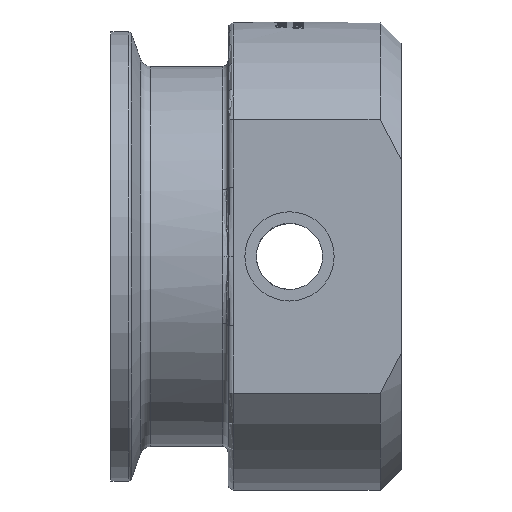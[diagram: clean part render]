
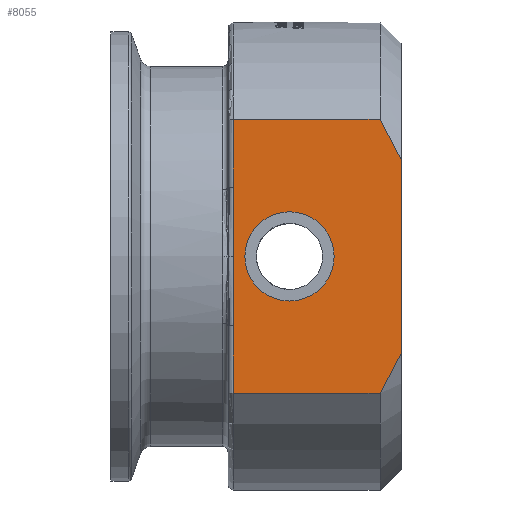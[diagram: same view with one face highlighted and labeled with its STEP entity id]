
A CAD part, left-side view. The second image highlights one B-rep face of the part: STEP entity #8055.
In plain terms, the highlighted planar face has unit normal (-1, 0, 0).
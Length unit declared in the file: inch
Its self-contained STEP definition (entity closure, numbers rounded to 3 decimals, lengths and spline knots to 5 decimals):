
#21=(
BOUNDED_CURVE()
B_SPLINE_CURVE(2,(#18982,#18983,#18984),.UNSPECIFIED.,.F.,.F.)
B_SPLINE_CURVE_WITH_KNOTS((3,3),(3.32585,4.2144),
 .UNSPECIFIED.)
CURVE()
GEOMETRIC_REPRESENTATION_ITEM()
RATIONAL_B_SPLINE_CURVE((1.03,1.019,1.))
REPRESENTATION_ITEM('')
);
#22=(
BOUNDED_CURVE()
B_SPLINE_CURVE(2,(#18991,#18992,#18993),.UNSPECIFIED.,.F.,.F.)
B_SPLINE_CURVE_WITH_KNOTS((3,3),(0.,0.88855),.UNSPECIFIED.)
CURVE()
GEOMETRIC_REPRESENTATION_ITEM()
RATIONAL_B_SPLINE_CURVE((1.,1.019,1.03))
REPRESENTATION_ITEM('')
);
#156=FACE_BOUND('',#2372,.T.);
#358=PLANE('',#8579);
#439=LINE('',#10868,#944);
#440=LINE('',#10977,#945);
#928=LINE('',#18651,#1433);
#934=LINE('',#18946,#1439);
#937=LINE('',#18950,#1442);
#939=LINE('',#18956,#1444);
#941=LINE('',#18988,#1446);
#944=VECTOR('',#8627,0.38749);
#945=VECTOR('',#8632,0.38749);
#1433=VECTOR('',#10014,0.821);
#1439=VECTOR('',#10080,0.37961);
#1442=VECTOR('',#10085,0.37961);
#1444=VECTOR('',#10091,0.821);
#1446=VECTOR('',#10119,1.08186);
#1876=FACE_OUTER_BOUND('',#2371,.T.);
#2371=EDGE_LOOP('',(#7366,#7367,#7368,#7369,#7370,#7371,#7372,#7373,#7374));
#2372=EDGE_LOOP('',(#7375));
#2602=CIRCLE('',#8580,0.25);
#3039=VERTEX_POINT('',#10859);
#3040=VERTEX_POINT('',#10867);
#3042=VERTEX_POINT('',#10975);
#3783=VERTEX_POINT('',#18647);
#3785=VERTEX_POINT('',#18650);
#3794=VERTEX_POINT('',#18691);
#3800=VERTEX_POINT('',#18954);
#3807=VERTEX_POINT('',#18981);
#3808=VERTEX_POINT('',#18987);
#3809=VERTEX_POINT('',#18994);
#3846=EDGE_CURVE('',#3039,#3040,#439,.T.);
#3850=EDGE_CURVE('',#3042,#3039,#440,.T.);
#4962=EDGE_CURVE('',#3783,#3785,#928,.T.);
#4988=EDGE_CURVE('',#3794,#3042,#934,.T.);
#4991=EDGE_CURVE('',#3040,#3783,#937,.T.);
#4994=EDGE_CURVE('',#3800,#3794,#939,.T.);
#5002=EDGE_CURVE('',#3785,#3807,#21,.T.);
#5004=EDGE_CURVE('',#3807,#3808,#941,.T.);
#5006=EDGE_CURVE('',#3808,#3800,#22,.T.);
#5007=EDGE_CURVE('',#3809,#3809,#2602,.T.);
#7366=ORIENTED_EDGE('',*,*,#4988,.F.);
#7367=ORIENTED_EDGE('',*,*,#4994,.F.);
#7368=ORIENTED_EDGE('',*,*,#5006,.F.);
#7369=ORIENTED_EDGE('',*,*,#5004,.F.);
#7370=ORIENTED_EDGE('',*,*,#5002,.F.);
#7371=ORIENTED_EDGE('',*,*,#4962,.F.);
#7372=ORIENTED_EDGE('',*,*,#4991,.F.);
#7373=ORIENTED_EDGE('',*,*,#3846,.F.);
#7374=ORIENTED_EDGE('',*,*,#3850,.F.);
#7375=ORIENTED_EDGE('',*,*,#5007,.T.);
#8055=ADVANCED_FACE('',(#1876,#156),#358,.F.);
#8579=AXIS2_PLACEMENT_3D('',#18990,#10122,#10123);
#8580=AXIS2_PLACEMENT_3D('',#18995,#10124,#10125);
#8627=DIRECTION('',(0.,0.,1.));
#8632=DIRECTION('',(0.,0.,1.));
#10014=DIRECTION('',(0.,-1.,0.));
#10080=DIRECTION('',(0.,0.,1.));
#10085=DIRECTION('',(0.,0.,1.));
#10091=DIRECTION('',(0.,1.,0.));
#10119=DIRECTION('',(0.,0.,-1.));
#10122=DIRECTION('center_axis',(1.,0.,0.));
#10123=DIRECTION('ref_axis',(0.,0.,1.));
#10124=DIRECTION('center_axis',(1.,0.,0.));
#10125=DIRECTION('ref_axis',(0.,1.,0.));
#10859=CARTESIAN_POINT('',(-1.065,-0.686,0.));
#10867=CARTESIAN_POINT('',(-1.065,-0.686,0.38749));
#10868=CARTESIAN_POINT('',(-1.065,-0.686,0.));
#10975=CARTESIAN_POINT('',(-1.065,-0.686,-0.38749));
#10977=CARTESIAN_POINT('',(-1.065,-0.686,0.));
#18647=CARTESIAN_POINT('',(-1.065,-0.686,0.76709));
#18650=CARTESIAN_POINT('',(-1.065,-1.507,0.76709));
#18651=CARTESIAN_POINT('',(-1.065,-1.625,0.76709));
#18691=CARTESIAN_POINT('',(-1.065,-0.686,-0.76709));
#18946=CARTESIAN_POINT('',(-1.065,-0.686,0.));
#18950=CARTESIAN_POINT('',(-1.065,-0.686,0.));
#18954=CARTESIAN_POINT('',(-1.065,-1.507,-0.76709));
#18956=CARTESIAN_POINT('',(-1.065,-1.625,-0.76709));
#18981=CARTESIAN_POINT('',(-1.065,-1.625,0.54093));
#18982=CARTESIAN_POINT('Ctrl Pts',(-1.065,-1.507,0.76709));
#18983=CARTESIAN_POINT('Ctrl Pts',(-1.065,-1.5762,0.64869));
#18984=CARTESIAN_POINT('Ctrl Pts',(-1.065,-1.625,0.54093));
#18987=CARTESIAN_POINT('',(-1.065,-1.625,-0.54093));
#18988=CARTESIAN_POINT('',(-1.065,-1.625,0.));
#18990=CARTESIAN_POINT('Origin',(-1.065,-1.125,0.));
#18991=CARTESIAN_POINT('Ctrl Pts',(-1.065,-1.625,-0.54093));
#18992=CARTESIAN_POINT('Ctrl Pts',(-1.065,-1.5762,-0.64869));
#18993=CARTESIAN_POINT('Ctrl Pts',(-1.065,-1.507,-0.76709));
#18994=CARTESIAN_POINT('',(-1.065,-1.25,0.));
#18995=CARTESIAN_POINT('Origin',(-1.065,-1.,0.));
